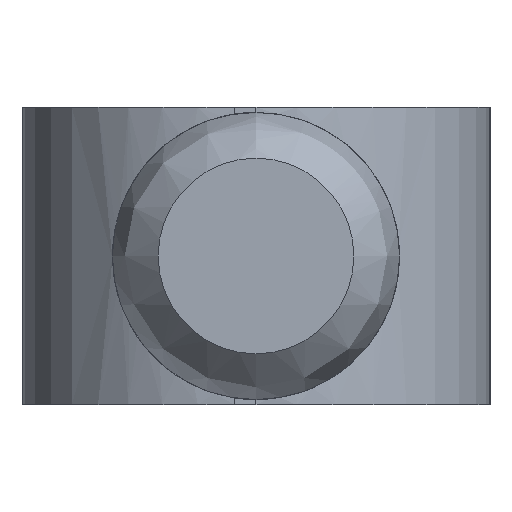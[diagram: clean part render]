
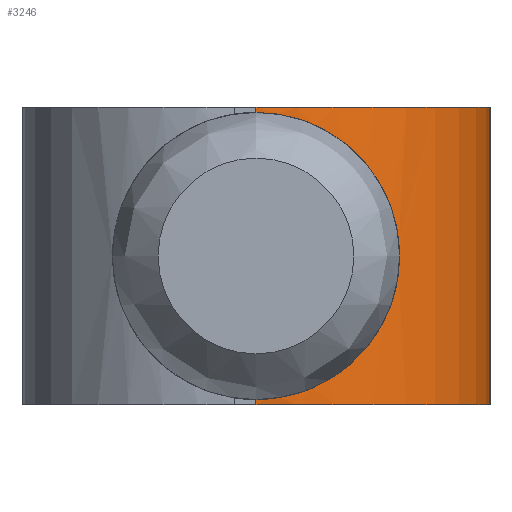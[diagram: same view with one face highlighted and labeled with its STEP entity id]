
A CAD part, left-side view. The second image highlights one B-rep face of the part: STEP entity #3246.
In plain terms, the highlighted cylindrical face has radius 11 mm (diameter 22 mm), a partial arc.
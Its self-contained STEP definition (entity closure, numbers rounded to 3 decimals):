
#118=B_SPLINE_CURVE_WITH_KNOTS($,3,(#4350,#4351,#4352,#4353,#4354,#4355,
#4356,#4357,#4358,#4359,#4360,#4361,#4362,#4363,#4364,#4365,#4366,#4367,
#4368),.UNSPECIFIED.,.F.,.F.,(4,2,2,2,3,2,2,2,4),(-1.051,-0.789,
-0.527,-0.264,0.,0.264,0.527,
0.789,1.051),.UNSPECIFIED.);
#523=LINE($,#6181,#799);
#528=LINE($,#6193,#804);
#530=LINE($,#6196,#806);
#799=VECTOR($,#3876,0.25);
#804=VECTOR($,#3887,14.);
#806=VECTOR($,#3891,0.25);
#901=CYLINDRICAL_SURFACE($,#3372,11.);
#1107=FACE_OUTER_BOUND($,#1310,.T.);
#1310=EDGE_LOOP($,(#2992,#2993,#2994,#2995,#2996,#2997));
#1341=CIRCLE($,#3363,11.);
#1343=CIRCLE($,#3370,11.);
#1418=VERTEX_POINT($,#4348);
#1419=VERTEX_POINT($,#4349);
#1647=VERTEX_POINT($,#6160);
#1651=VERTEX_POINT($,#6168);
#1656=VERTEX_POINT($,#6187);
#1657=VERTEX_POINT($,#6189);
#1761=EDGE_CURVE($,#1418,#1419,#118,.T.);
#2106=EDGE_CURVE($,#1647,#1651,#1341,.T.);
#2111=EDGE_CURVE($,#1418,#1651,#523,.T.);
#2115=EDGE_CURVE($,#1657,#1656,#1343,.T.);
#2117=EDGE_CURVE($,#1656,#1647,#528,.T.);
#2119=EDGE_CURVE($,#1657,#1419,#530,.T.);
#2992=ORIENTED_EDGE($,*,*,#1761,.T.);
#2993=ORIENTED_EDGE($,*,*,#2119,.F.);
#2994=ORIENTED_EDGE($,*,*,#2115,.T.);
#2995=ORIENTED_EDGE($,*,*,#2117,.T.);
#2996=ORIENTED_EDGE($,*,*,#2106,.T.);
#2997=ORIENTED_EDGE($,*,*,#2111,.F.);
#3246=ADVANCED_FACE($,(#1107),#901,.T.);
#3363=AXIS2_PLACEMENT_3D($,#6170,#3861,#3862);
#3370=AXIS2_PLACEMENT_3D($,#6190,#3882,#3883);
#3372=AXIS2_PLACEMENT_3D($,#6195,#3889,#3890);
#3861=DIRECTION('center_axis',(0.,0.,-1.));
#3862=DIRECTION('ref_axis',(-1.,0.,0.));
#3876=DIRECTION($,(0.,0.,1.));
#3882=DIRECTION('center_axis',(0.,0.,1.));
#3883=DIRECTION('ref_axis',(-1.,0.,0.));
#3887=DIRECTION($,(0.,0.,1.));
#3889=DIRECTION('center_axis',(0.,0.,1.));
#3890=DIRECTION('ref_axis',(-1.,0.,0.));
#3891=DIRECTION($,(0.,0.,1.));
#4348=CARTESIAN_POINT('',(-26.5,0.,6.75));
#4349=CARTESIAN_POINT('',(-26.5,0.,-6.75));
#4350=CARTESIAN_POINT('Ctrl Pts',(-26.5,0.,6.75));
#4351=CARTESIAN_POINT('Ctrl Pts',(-26.5,-0.873,6.75));
#4352=CARTESIAN_POINT('Ctrl Pts',(-26.387,-1.788,6.571));
#4353=CARTESIAN_POINT('Ctrl Pts',(-25.981,-3.445,5.874));
#4354=CARTESIAN_POINT('Ctrl Pts',(-25.692,-4.189,5.357));
#4355=CARTESIAN_POINT('Ctrl Pts',(-25.127,-5.361,4.185));
#4356=CARTESIAN_POINT('Ctrl Pts',(-24.809,-5.875,3.442));
#4357=CARTESIAN_POINT('Ctrl Pts',(-24.333,-6.569,1.791));
#4358=CARTESIAN_POINT('Ctrl Pts',(-24.185,-6.75,0.879));
#4359=CARTESIAN_POINT('Ctrl Pts',(-24.185,-6.75,0.));
#4360=CARTESIAN_POINT('Ctrl Pts',(-24.185,-6.75,-0.879));
#4361=CARTESIAN_POINT('Ctrl Pts',(-24.333,-6.569,-1.791));
#4362=CARTESIAN_POINT('Ctrl Pts',(-24.809,-5.875,-3.442));
#4363=CARTESIAN_POINT('Ctrl Pts',(-25.127,-5.361,-4.185));
#4364=CARTESIAN_POINT('Ctrl Pts',(-25.692,-4.189,-5.357));
#4365=CARTESIAN_POINT('Ctrl Pts',(-25.981,-3.445,-5.874));
#4366=CARTESIAN_POINT('Ctrl Pts',(-26.387,-1.788,-6.571));
#4367=CARTESIAN_POINT('Ctrl Pts',(-26.5,-0.873,-6.75));
#4368=CARTESIAN_POINT('Ctrl Pts',(-26.5,0.,-6.75));
#6160=CARTESIAN_POINT('',(-15.5,-11.,7.));
#6168=CARTESIAN_POINT('',(-26.5,0.,7.));
#6170=CARTESIAN_POINT('Origin',(-15.5,0.,7.));
#6181=CARTESIAN_POINT($,(-26.5,0.,0.));
#6187=CARTESIAN_POINT('',(-15.5,-11.,-7.));
#6189=CARTESIAN_POINT('',(-26.5,0.,-7.));
#6190=CARTESIAN_POINT('Origin',(-15.5,0.,-7.));
#6193=CARTESIAN_POINT($,(-15.5,-11.,0.));
#6195=CARTESIAN_POINT('Origin',(-15.5,0.,0.));
#6196=CARTESIAN_POINT($,(-26.5,0.,0.));
